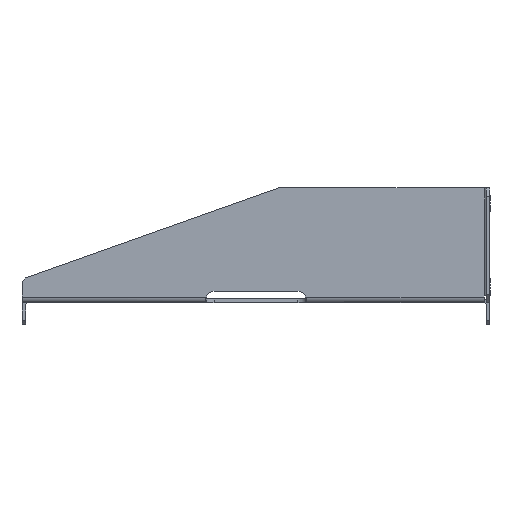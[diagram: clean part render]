
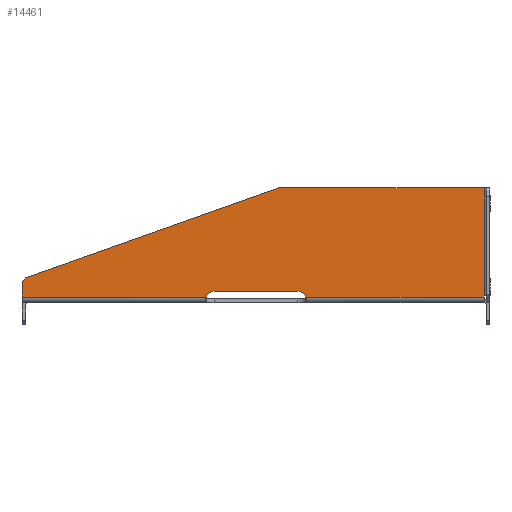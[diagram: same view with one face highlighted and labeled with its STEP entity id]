
A CAD part, left-side view. The second image highlights one B-rep face of the part: STEP entity #14461.
In plain terms, the highlighted planar face has unit normal (-1, 0, 0).
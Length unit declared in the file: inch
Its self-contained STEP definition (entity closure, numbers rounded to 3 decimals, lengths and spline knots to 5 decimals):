
#173 = AXIS2_PLACEMENT_3D ( 'NONE', #11040, #3847, #1247 ) ;
#645 = LINE ( 'NONE', #13044, #8455 ) ;
#669 = LINE ( 'NONE', #15531, #2823 ) ;
#753 = CARTESIAN_POINT ( 'NONE',  ( -8.75, 3.457, 0.04648 ) ) ;
#762 = CARTESIAN_POINT ( 'NONE',  ( -8.75, -0.668, 0.17148 ) ) ;
#956 = CARTESIAN_POINT ( 'NONE',  ( -8.75, 3.457, 0.086 ) ) ;
#1172 = CIRCLE ( 'NONE', #1687, 0.125 ) ;
#1247 = DIRECTION ( 'NONE',  ( 0., 0., -1. ) ) ;
#1263 = EDGE_CURVE ( 'NONE', #3579, #1752, #13255, .T. ) ;
#1516 = LINE ( 'NONE', #7729, #3640 ) ;
#1687 = AXIS2_PLACEMENT_3D ( 'NONE', #5500, #3217, #5590 ) ;
#1752 = VERTEX_POINT ( 'NONE', #956 ) ;
#2030 = DIRECTION ( 'NONE',  ( 0., 0., 1. ) ) ;
#2137 = VECTOR ( 'NONE', #5731, 39.37008 ) ;
#2148 = DIRECTION ( 'NONE',  ( 0., 1., 0. ) ) ;
#2255 = EDGE_CURVE ( 'NONE', #11251, #14938, #14568, .T. ) ;
#2291 = ORIENTED_EDGE ( 'NONE', *, *, #6274, .F. ) ;
#2783 = CARTESIAN_POINT ( 'NONE',  ( -8.75, -0.382, 1.718 ) ) ;
#2823 = VECTOR ( 'NONE', #10700, 39.37008 ) ;
#3217 = DIRECTION ( 'NONE',  ( -1., 0., 0. ) ) ;
#3296 = CARTESIAN_POINT ( 'NONE',  ( -8.75, 0.70059, 0.086 ) ) ;
#3579 = VERTEX_POINT ( 'NONE', #8780 ) ;
#3640 = VECTOR ( 'NONE', #7640, 39.37008 ) ;
#3847 = DIRECTION ( 'NONE',  ( 1., 0., 0. ) ) ;
#3985 = EDGE_CURVE ( 'NONE', #6249, #14881, #9620, .T. ) ;
#4161 = CARTESIAN_POINT ( 'NONE',  ( -8.75, -0.668, 0.04648 ) ) ;
#4765 = ORIENTED_EDGE ( 'NONE', *, *, #7337, .F. ) ;
#4808 = EDGE_CURVE ( 'NONE', #14938, #3579, #1172, .T. ) ;
#4906 = CARTESIAN_POINT ( 'NONE',  ( -8.75, -0.78659, 0.086 ) ) ;
#5098 = ORIENTED_EDGE ( 'NONE', *, *, #10220, .F. ) ;
#5205 = VERTEX_POINT ( 'NONE', #4906 ) ;
#5285 = VECTOR ( 'NONE', #2148, 39.37008 ) ;
#5500 = CARTESIAN_POINT ( 'NONE',  ( -8.75, 0.582, 0.04648 ) ) ;
#5590 = DIRECTION ( 'NONE',  ( 0., 0., -1. ) ) ;
#5613 = ORIENTED_EDGE ( 'NONE', *, *, #10559, .F. ) ;
#5731 = DIRECTION ( 'NONE',  ( 0., 0., 1. ) ) ;
#5910 = VERTEX_POINT ( 'NONE', #11795 ) ;
#6249 = VERTEX_POINT ( 'NONE', #8025 ) ;
#6274 = EDGE_CURVE ( 'NONE', #5910, #9288, #9397, .T. ) ;
#6842 = DIRECTION ( 'NONE',  ( 0., 1., 0. ) ) ;
#6942 = VECTOR ( 'NONE', #8187, 39.37008 ) ;
#7261 = CARTESIAN_POINT ( 'NONE',  ( -8.75, -3.457, 0.108 ) ) ;
#7285 = LINE ( 'NONE', #753, #2137 ) ;
#7334 = ORIENTED_EDGE ( 'NONE', *, *, #3985, .T. ) ;
#7337 = EDGE_CURVE ( 'NONE', #13815, #14881, #669, .T. ) ;
#7348 = ORIENTED_EDGE ( 'NONE', *, *, #8332, .F. ) ;
#7599 = FACE_OUTER_BOUND ( 'NONE', #12434, .T. ) ;
#7640 = DIRECTION ( 'NONE',  ( 0., -1., 0. ) ) ;
#7729 = CARTESIAN_POINT ( 'NONE',  ( -8.75, -3.457, 1.718 ) ) ;
#8025 = CARTESIAN_POINT ( 'NONE',  ( -8.75, -3.457, 0.086 ) ) ;
#8079 = DIRECTION ( 'NONE',  ( 0., 0., 1. ) ) ;
#8090 = LINE ( 'NONE', #14379, #15804 ) ;
#8187 = DIRECTION ( 'NONE',  ( 0., -0.942, 0.335 ) ) ;
#8332 = EDGE_CURVE ( 'NONE', #9288, #13815, #1516, .T. ) ;
#8455 = VECTOR ( 'NONE', #6842, 39.37008 ) ;
#8780 = CARTESIAN_POINT ( 'NONE',  ( -8.75, 0.70059, 0.086 ) ) ;
#9288 = VERTEX_POINT ( 'NONE', #2783 ) ;
#9331 = CARTESIAN_POINT ( 'NONE',  ( -8.75, -3.457, 1.718 ) ) ;
#9397 = LINE ( 'NONE', #15540, #6942 ) ;
#9620 = LINE ( 'NONE', #15591, #15470 ) ;
#10021 = ORIENTED_EDGE ( 'NONE', *, *, #11632, .F. ) ;
#10036 = CARTESIAN_POINT ( 'NONE',  ( -8.75, 0.582, 0.17148 ) ) ;
#10220 = EDGE_CURVE ( 'NONE', #1752, #12267, #7285, .T. ) ;
#10528 = DIRECTION ( 'NONE',  ( -1., 0., 0. ) ) ;
#10559 = EDGE_CURVE ( 'NONE', #5205, #11251, #11802, .T. ) ;
#10586 = ORIENTED_EDGE ( 'NONE', *, *, #14372, .F. ) ;
#10700 = DIRECTION ( 'NONE',  ( 0., 0., -1. ) ) ;
#11040 = CARTESIAN_POINT ( 'NONE',  ( -8.75, -3.457, 0.04648 ) ) ;
#11251 = VERTEX_POINT ( 'NONE', #762 ) ;
#11321 = ORIENTED_EDGE ( 'NONE', *, *, #2255, .F. ) ;
#11632 = EDGE_CURVE ( 'NONE', #6249, #5205, #645, .T. ) ;
#11689 = ORIENTED_EDGE ( 'NONE', *, *, #1263, .F. ) ;
#11795 = CARTESIAN_POINT ( 'NONE',  ( -8.75, 3.40706, 0.37174 ) ) ;
#11802 = CIRCLE ( 'NONE', #12344, 0.125 ) ;
#12199 = DIRECTION ( 'NONE',  ( 0., 1., 0. ) ) ;
#12267 = VERTEX_POINT ( 'NONE', #14507 ) ;
#12344 = AXIS2_PLACEMENT_3D ( 'NONE', #4161, #10528, #8079 ) ;
#12432 = PLANE ( 'NONE',  #173 ) ;
#12434 = EDGE_LOOP ( 'NONE', ( #12521, #11321, #5613, #10021, #7334, #4765, #7348, #2291, #10586, #5098, #11689 ) ) ;
#12521 = ORIENTED_EDGE ( 'NONE', *, *, #4808, .F. ) ;
#12845 = VECTOR ( 'NONE', #12199, 39.37008 ) ;
#13044 = CARTESIAN_POINT ( 'NONE',  ( -8.75, 0.70059, 0.086 ) ) ;
#13071 = DIRECTION ( 'NONE',  ( 0., -0.577, 0.817 ) ) ;
#13255 = LINE ( 'NONE', #3296, #12845 ) ;
#13338 = CARTESIAN_POINT ( 'NONE',  ( -8.75, -3.457, 0.17148 ) ) ;
#13815 = VERTEX_POINT ( 'NONE', #9331 ) ;
#14372 = EDGE_CURVE ( 'NONE', #12267, #5910, #8090, .T. ) ;
#14379 = CARTESIAN_POINT ( 'NONE',  ( -8.75, 3.457, 0.301 ) ) ;
#14461 = ADVANCED_FACE ( 'NONE', ( #7599 ), #12432, .F. ) ;
#14507 = CARTESIAN_POINT ( 'NONE',  ( -8.75, 3.457, 0.301 ) ) ;
#14568 = LINE ( 'NONE', #13338, #5285 ) ;
#14881 = VERTEX_POINT ( 'NONE', #7261 ) ;
#14938 = VERTEX_POINT ( 'NONE', #10036 ) ;
#15470 = VECTOR ( 'NONE', #2030, 39.37008 ) ;
#15531 = CARTESIAN_POINT ( 'NONE',  ( -8.75, -3.457, 0.04648 ) ) ;
#15540 = CARTESIAN_POINT ( 'NONE',  ( -8.75, 3.40706, 0.37174 ) ) ;
#15591 = CARTESIAN_POINT ( 'NONE',  ( -8.75, -3.457, 0.057 ) ) ;
#15804 = VECTOR ( 'NONE', #13071, 39.37008 ) ;
